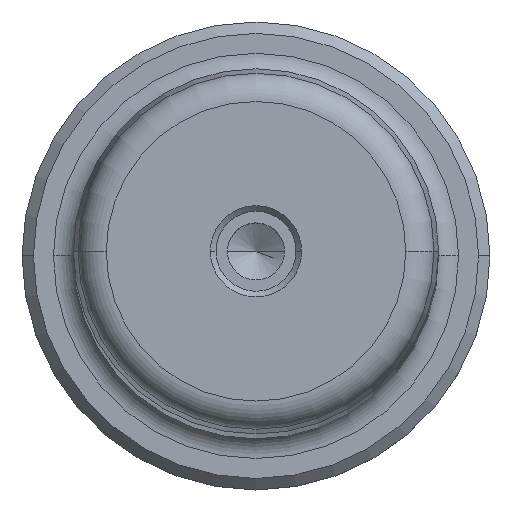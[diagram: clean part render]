
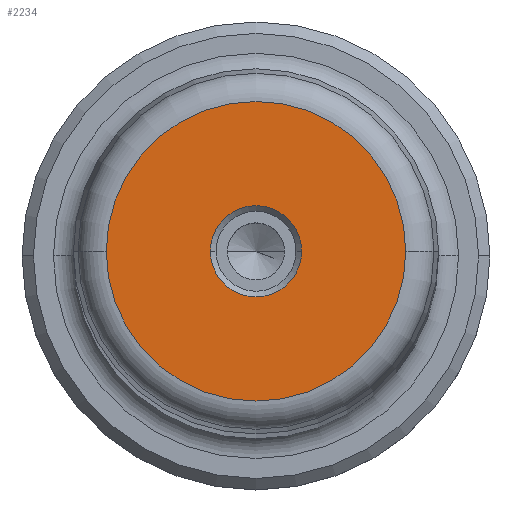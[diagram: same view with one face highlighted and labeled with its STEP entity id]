
A CAD part, top view. The second image highlights one B-rep face of the part: STEP entity #2234.
In plain terms, the highlighted planar face has unit normal (0, 0, 1).
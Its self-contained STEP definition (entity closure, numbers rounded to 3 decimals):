
#33 = ORIENTED_EDGE ( 'NONE', *, *, #1771, .T. ) ;
#78 = CARTESIAN_POINT ( 'NONE',  ( -4., 0., 270. ) ) ;
#259 = VERTEX_POINT ( 'NONE', #1353 ) ;
#364 = VERTEX_POINT ( 'NONE', #78 ) ;
#395 = CIRCLE ( 'NONE', #961, 4. ) ;
#532 = EDGE_LOOP ( 'NONE', ( #2406, #1206 ) ) ;
#535 = EDGE_LOOP ( 'NONE', ( #33, #2095 ) ) ;
#578 = EDGE_CURVE ( 'NONE', #1923, #259, #2182, .T. ) ;
#686 = CARTESIAN_POINT ( 'NONE',  ( -13.124, 0., 270. ) ) ;
#714 = VERTEX_POINT ( 'NONE', #1885 ) ;
#724 = PLANE ( 'NONE',  #1156 ) ;
#732 = DIRECTION ( 'NONE',  ( 0., 0., -1. ) ) ;
#880 = DIRECTION ( 'NONE',  ( 0., 0., 1. ) ) ;
#900 = DIRECTION ( 'NONE',  ( 0., 0., 1. ) ) ;
#905 = CARTESIAN_POINT ( 'NONE',  ( 0., 0., 270. ) ) ;
#932 = DIRECTION ( 'NONE',  ( 0., 0., 1. ) ) ;
#960 = FACE_BOUND ( 'NONE', #535, .T. ) ;
#961 = AXIS2_PLACEMENT_3D ( 'NONE', #1856, #732, #2041 ) ;
#1076 = CARTESIAN_POINT ( 'NONE',  ( 0., 0., 270. ) ) ;
#1101 = CIRCLE ( 'NONE', #2186, 4. ) ;
#1156 = AXIS2_PLACEMENT_3D ( 'NONE', #905, #900, #2404 ) ;
#1206 = ORIENTED_EDGE ( 'NONE', *, *, #578, .T. ) ;
#1261 = DIRECTION ( 'NONE',  ( 1., 0., 0. ) ) ;
#1327 = EDGE_CURVE ( 'NONE', #259, #1923, #1932, .T. ) ;
#1353 = CARTESIAN_POINT ( 'NONE',  ( 13.124, 0., 270. ) ) ;
#1465 = AXIS2_PLACEMENT_3D ( 'NONE', #2058, #932, #2243 ) ;
#1475 = FACE_OUTER_BOUND ( 'NONE', #532, .T. ) ;
#1733 = AXIS2_PLACEMENT_3D ( 'NONE', #1999, #880, #2190 ) ;
#1771 = EDGE_CURVE ( 'NONE', #714, #364, #395, .T. ) ;
#1856 = CARTESIAN_POINT ( 'NONE',  ( 0., 0., 270. ) ) ;
#1885 = CARTESIAN_POINT ( 'NONE',  ( 4., 0., 270. ) ) ;
#1923 = VERTEX_POINT ( 'NONE', #686 ) ;
#1932 = CIRCLE ( 'NONE', #1465, 13.124 ) ;
#1999 = CARTESIAN_POINT ( 'NONE',  ( 0., 0., 270. ) ) ;
#2041 = DIRECTION ( 'NONE',  ( 1., 0., 0. ) ) ;
#2058 = CARTESIAN_POINT ( 'NONE',  ( 0., 0., 270. ) ) ;
#2095 = ORIENTED_EDGE ( 'NONE', *, *, #2147, .T. ) ;
#2147 = EDGE_CURVE ( 'NONE', #364, #714, #1101, .T. ) ;
#2182 = CIRCLE ( 'NONE', #1733, 13.124 ) ;
#2186 = AXIS2_PLACEMENT_3D ( 'NONE', #1076, #2383, #1261 ) ;
#2190 = DIRECTION ( 'NONE',  ( 1., 0., 0. ) ) ;
#2234 = ADVANCED_FACE ( 'NONE', ( #960, #1475 ), #724, .T. ) ;
#2243 = DIRECTION ( 'NONE',  ( 1., 0., 0. ) ) ;
#2383 = DIRECTION ( 'NONE',  ( 0., 0., -1. ) ) ;
#2404 = DIRECTION ( 'NONE',  ( 1., 0., 0. ) ) ;
#2406 = ORIENTED_EDGE ( 'NONE', *, *, #1327, .T. ) ;
